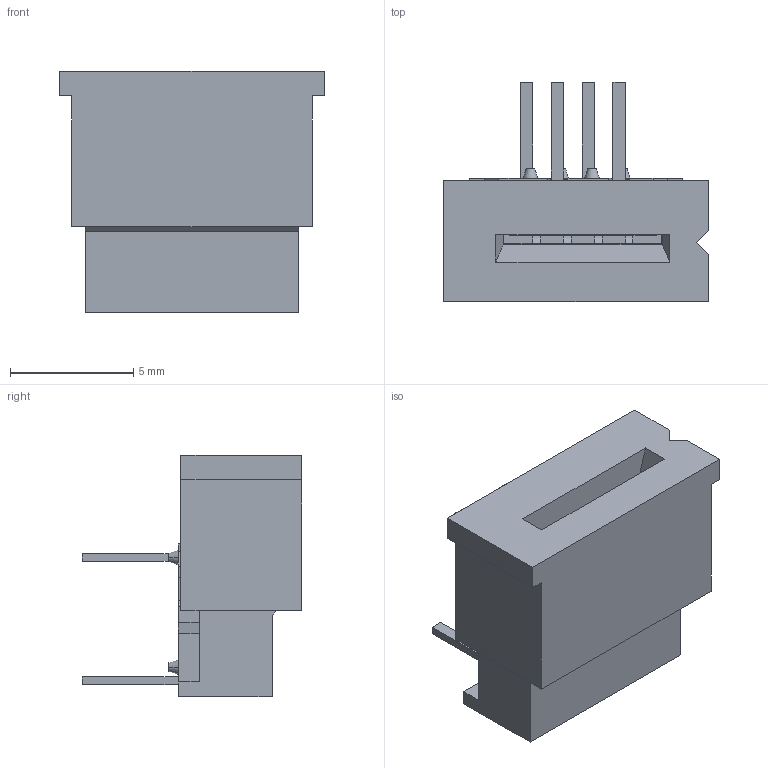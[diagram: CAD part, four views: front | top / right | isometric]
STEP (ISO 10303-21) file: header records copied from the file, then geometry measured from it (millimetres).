
FILE_DESCRIPTION((''),'2;1');
FILE_NAME('039532044','2018-04-25T',('ksrinivasara'),(''),'PRO/ENGINEER BY PARAMETRIC TECHNOLOGY CORPORATION, 2012310','PRO/ENGINEER BY PARAMETRIC TECHNOLOGY CORPORATION, 2012310','');
FILE_SCHEMA(('CONFIG_CONTROL_DESIGN'));
Length unit declared in the file: millimetre
Products named in the file (1): 039532044
Bounding box: 10.75 x 8.9 x 9.8 mm (x, y, z)
Volume: 323.2 mm3; surface area: 675.6 mm2
Topology: 1 solids, 1 shells, 216 faces, 606 edges, 406 vertices
Faces by surface type: plane 204, cone 8, cylinder 4
Entity records: 6869 total; most frequent: CARTESIAN_POINT 1213, ORIENTED_EDGE 1188, DIRECTION 1072, EDGE_CURVE 594, VECTOR 574, LINE 574, VERTEX_POINT 390, AXIS2_PLACEMENT_3D 249
